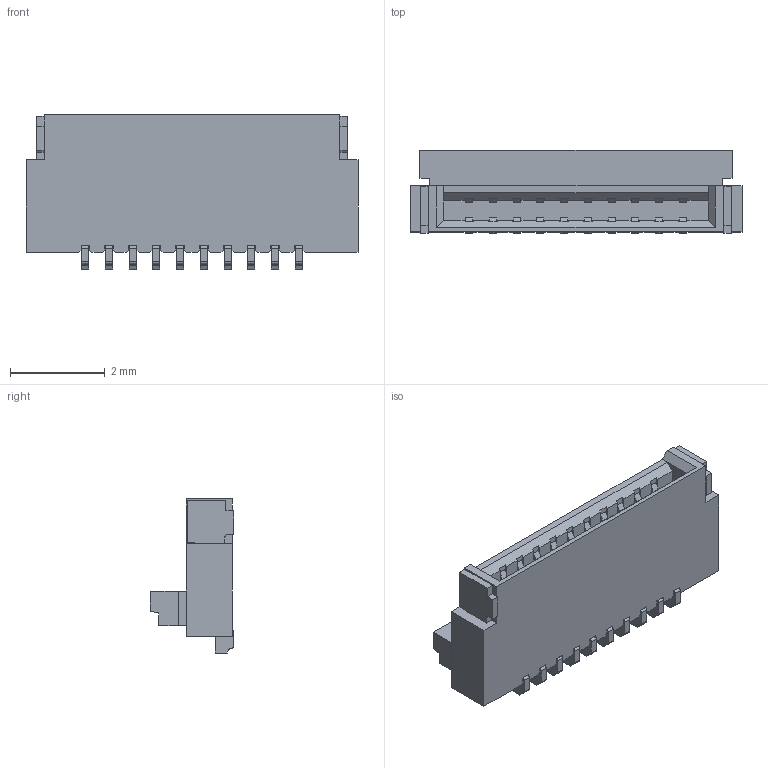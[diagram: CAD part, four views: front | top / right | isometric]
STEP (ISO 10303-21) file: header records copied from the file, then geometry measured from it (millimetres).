
FILE_DESCRIPTION( ( 'STEP AP214' ), '1' );
FILE_NAME( 'FFC2B28-10-G.stp', '2022-03-13T03:54:14', ( 'License CC BY-ND 4.0' ), ( 'CADENAS' ), ' ', 'PARTsolutions', ' ' );
FILE_SCHEMA( ( 'AUTOMOTIVE_DESIGN { 1 0 10303 214 1 1 1 1 }' ) );
Length unit declared in the file: millimetre
Products named in the file (6): FFC2B28-10-G; _FFC2B28-10-G_D; _FFC2B28-10-G_H; _FFC2B28-G_P; _FFC2B28-10-G_C; _FFC2B28_SP
Assembly tree (15 placements, depth 2):
  FFC2B28-10-G
    _FFC2B28-10-G_D
    _FFC2B28-10-G_H
    _FFC2B28-G_P  x10
    _FFC2B28-10-G_C
    _FFC2B28_SP  x2
Bounding box: 7 x 1.75 x 3.25 mm (x, y, z)
Volume: 17.3 mm3; surface area: 149.5 mm2
Topology: 14 solids, 14 shells, 723 faces, 2085 edges, 1363 vertices
Faces by surface type: plane 622, cylinder 101
Entity records: 14400 total; most frequent: ORIENTED_EDGE 2052, CARTESIAN_POINT 2049, DIRECTION 1794, EDGE_CURVE 1026, LINE 990, VECTOR 990, VERTEX_POINT 656, AXIS2_PLACEMENT_3D 402
